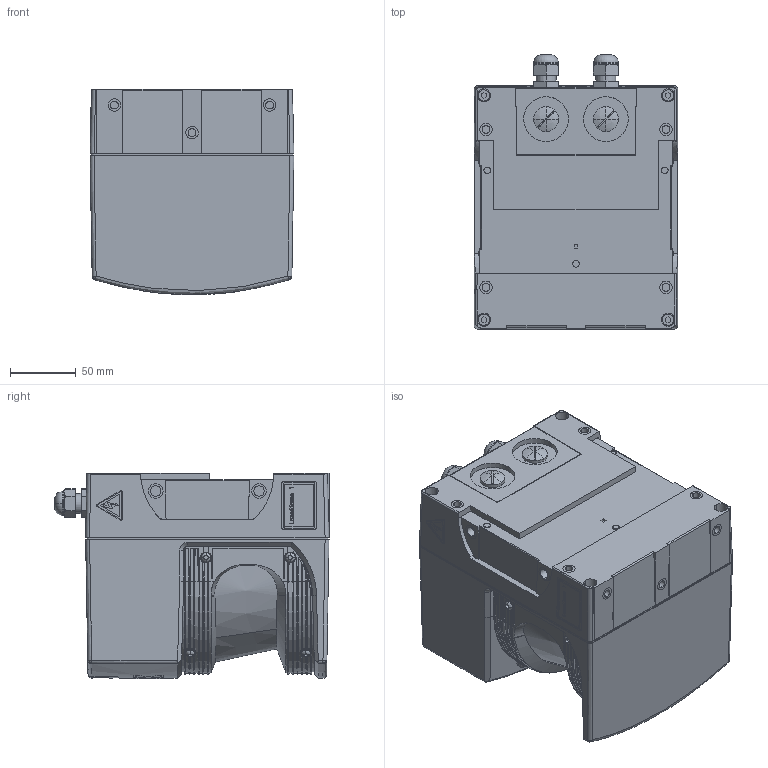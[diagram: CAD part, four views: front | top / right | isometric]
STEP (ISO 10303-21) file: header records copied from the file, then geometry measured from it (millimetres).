
FILE_DESCRIPTION(('OneSpaceDesigner STEP Export'),'2;1');
FILE_NAME('LMS291-S05_S14_Dummy.stp','2010-02-08T11:58:45',('SICK AG'),('SICK AG'),'CoCreate Modeling STEP processor for AP214 (Solid Model)','CoCreate Modeling 16.00 13-May-2008 (C) Parametric Technology GmbH','');
FILE_SCHEMA(('AUTOMOTIVE_DESIGN { 1 0 10303 214 1 1 1 1 }'));
Products named in the file (1): LMS291-S05_S14_Dummy
Bounding box: 155 x 208.29 x 156.2 mm (x, y, z)
Volume: 3717516.3 mm3; surface area: 179652.7 mm2
Topology: 1 solids, 1 shells, 1112 faces, 2983 edges, 1993 vertices
Faces by surface type: plane 634, cylinder 307, cone 62, sphere 40, bspline 37, torus 24, extrusion 8
Entity records: 55856 total; most frequent: CARTESIAN_POINT 22563, ORIENTED_EDGE 5966, DIRECTION 4566, EDGE_CURVE 2983, VERTEX_POINT 1993, VECTOR 1580, LINE 1572, AXIS2_PLACEMENT_3D 1493
